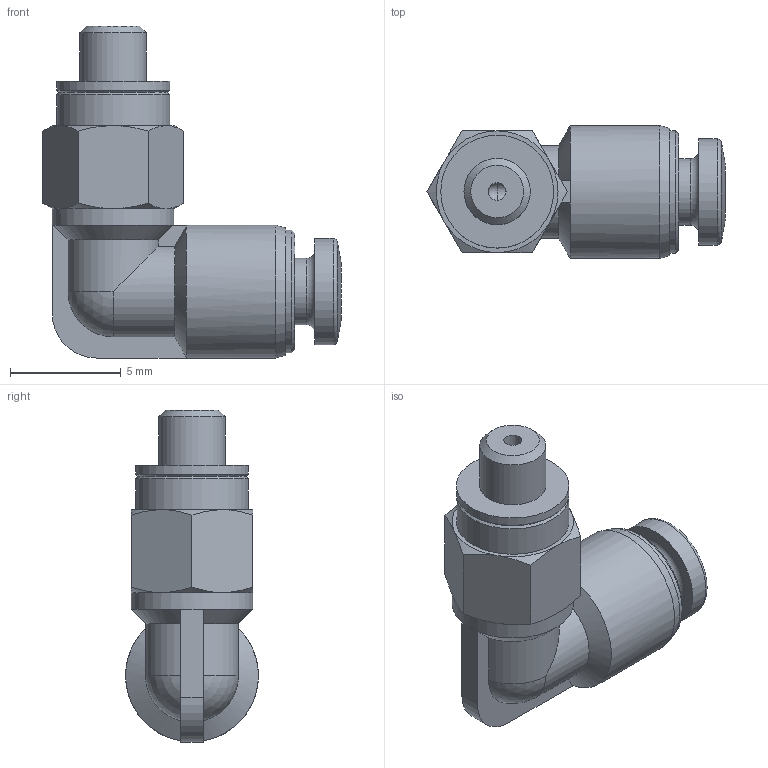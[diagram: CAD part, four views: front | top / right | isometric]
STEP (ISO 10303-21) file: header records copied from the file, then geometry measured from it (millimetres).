
FILE_DESCRIPTION(/* description */ ('STEP AP214'),/* implementation_level */ '2;1');
FILE_NAME(/* name */ '133030_QSML-M3-2',/* time_stamp */ '2024-09-14T13:15:17+02:00',/* author */ ('License CC BY-ND 4.0'),/* organization */ ('CADENAS'),/* preprocessor_version */ 'ST-DEVELOPER v19.3',/* originating_system */ 'PARTsolutions',/* authorisation */ ' ');
FILE_SCHEMA (('AUTOMOTIVE_DESIGN {1 0 10303 214 3 1 1}'));
Length unit declared in the file: millimetre
Products named in the file (1): 133030 QSML-M3-2
Bounding box: 13.48 x 6 x 15 mm (x, y, z)
Volume: 403.8 mm3; surface area: 523.9 mm2
Topology: 1 solids, 1 shells, 70 faces, 154 edges, 90 vertices
Faces by surface type: plane 26, cone 22, cylinder 16, sphere 3, torus 3
Full cylindrical faces by diameter (mm): 0.8 x2, 2 x1, 3 x2, 4.8 x1, 5.1 x2, 5.5 x1, 5.541 x1, 6 x1
Entity records: 2317 total; most frequent: CARTESIAN_POINT 384, DIRECTION 304, ORIENTED_EDGE 260, AXIS2_PLACEMENT_3D 135, EDGE_CURVE 130, EDGE_LOOP 97, FACE_BOUND 97, VERTEX_POINT 87
